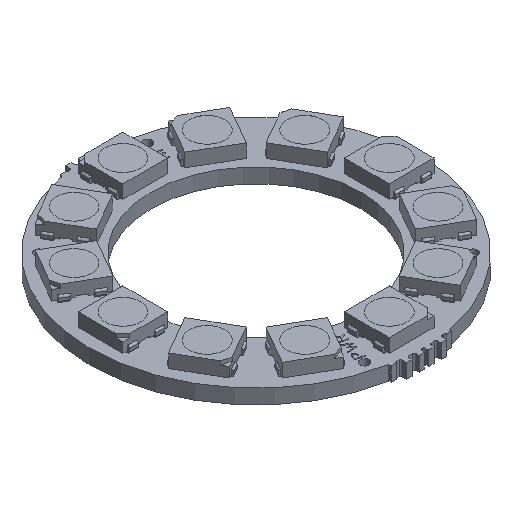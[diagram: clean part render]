
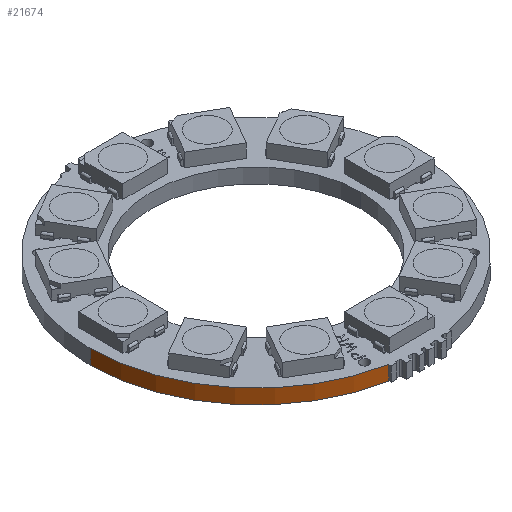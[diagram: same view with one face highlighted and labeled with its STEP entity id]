
A CAD part, isometric view. The second image highlights one B-rep face of the part: STEP entity #21674.
In plain terms, the highlighted cylindrical face has radius 18.35 mm (diameter 36.7 mm), a partial arc.
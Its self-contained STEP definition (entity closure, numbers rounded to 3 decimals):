
#347 = CARTESIAN_POINT ( 'NONE',  ( 0., 0., 1.61 ) ) ;
#859 = DIRECTION ( 'NONE',  ( -1., 0., 0. ) ) ;
#5219 = DIRECTION ( 'NONE',  ( 0., 0., -1. ) ) ;
#5726 = CIRCLE ( 'NONE', #21681, 18.35 ) ;
#6829 = CARTESIAN_POINT ( 'NONE',  ( -18.35, 0., 1.61 ) ) ;
#6940 = VERTEX_POINT ( 'NONE', #6829 ) ;
#8592 = EDGE_CURVE ( 'NONE', #6940, #15245, #5726, .T. ) ;
#8778 = EDGE_CURVE ( 'NONE', #15245, #12764, #21033, .T. ) ;
#9658 = CARTESIAN_POINT ( 'NONE',  ( -3.35, -18.042, 1.61 ) ) ;
#9724 = DIRECTION ( 'NONE',  ( 0., 0., 1. ) ) ;
#10164 = DIRECTION ( 'NONE',  ( 0., 0., -1. ) ) ;
#10650 = AXIS2_PLACEMENT_3D ( 'NONE', #25920, #9724, #22019 ) ;
#10968 = VECTOR ( 'NONE', #18474, 1000. ) ;
#10978 = CARTESIAN_POINT ( 'NONE',  ( 0., 0., 1.61 ) ) ;
#12477 = FACE_OUTER_BOUND ( 'NONE', #21979, .T. ) ;
#12764 = VERTEX_POINT ( 'NONE', #31867 ) ;
#14030 = EDGE_CURVE ( 'NONE', #30318, #12764, #29248, .T. ) ;
#15245 = VERTEX_POINT ( 'NONE', #9658 ) ;
#15357 = ORIENTED_EDGE ( 'NONE', *, *, #8778, .F. ) ;
#18474 = DIRECTION ( 'NONE',  ( 0., 0., -1. ) ) ;
#19607 = DIRECTION ( 'NONE',  ( 0., 0., 1. ) ) ;
#21033 = LINE ( 'NONE', #33755, #24371 ) ;
#21541 = ORIENTED_EDGE ( 'NONE', *, *, #14030, .T. ) ;
#21674 = ADVANCED_FACE ( 'NONE', ( #12477 ), #37908, .T. ) ;
#21681 = AXIS2_PLACEMENT_3D ( 'NONE', #347, #19607, #25613 ) ;
#21799 = LINE ( 'NONE', #24103, #10968 ) ;
#21979 = EDGE_LOOP ( 'NONE', ( #32431, #28074, #21541, #15357 ) ) ;
#22019 = DIRECTION ( 'NONE',  ( 1., 0., 0. ) ) ;
#24103 = CARTESIAN_POINT ( 'NONE',  ( -18.35, 0., 1.61 ) ) ;
#24371 = VECTOR ( 'NONE', #5219, 1000. ) ;
#25613 = DIRECTION ( 'NONE',  ( 1., 0., 0. ) ) ;
#25920 = CARTESIAN_POINT ( 'NONE',  ( 0., 0., 0. ) ) ;
#26576 = EDGE_CURVE ( 'NONE', #6940, #30318, #21799, .T. ) ;
#28074 = ORIENTED_EDGE ( 'NONE', *, *, #26576, .T. ) ;
#29248 = CIRCLE ( 'NONE', #10650, 18.35 ) ;
#30318 = VERTEX_POINT ( 'NONE', #32379 ) ;
#31867 = CARTESIAN_POINT ( 'NONE',  ( -3.35, -18.042, 0. ) ) ;
#32379 = CARTESIAN_POINT ( 'NONE',  ( -18.35, 0., 0. ) ) ;
#32431 = ORIENTED_EDGE ( 'NONE', *, *, #8592, .F. ) ;
#33755 = CARTESIAN_POINT ( 'NONE',  ( -3.35, -18.042, 1.61 ) ) ;
#37908 = CYLINDRICAL_SURFACE ( 'NONE', #40004, 18.35 ) ;
#40004 = AXIS2_PLACEMENT_3D ( 'NONE', #10978, #10164, #859 ) ;
